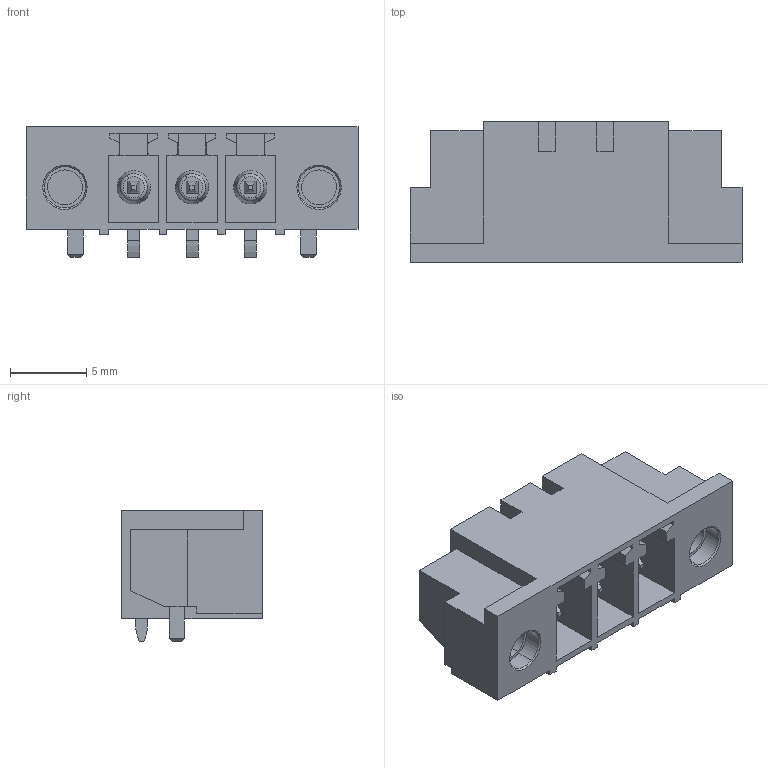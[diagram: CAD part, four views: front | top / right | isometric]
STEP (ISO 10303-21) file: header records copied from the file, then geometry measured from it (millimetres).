
FILE_DESCRIPTION(('CATIA V5 STEP Exchange','CAx-IF Rec.Pracs.--- Model Styling and Organization---1.2---2011-12-15'),'2;1');
FILE_NAME ('D1457635_0', '2018-10-12T05:42:17+00:00', ('none'), ('Weidmueller'), 'CATIA Version 5-6 Release 2014', 'CATIA V5 STEP AP214', 'none');
FILE_SCHEMA(('AUTOMOTIVE_DESIGN { 1 0 10303 214 1 1 1 1 }'));
Length unit declared in the file: millimetre
Products named in the file (1): 1862580000
Bounding box: 21.72 x 9.2 x 8.57 mm (x, y, z)
Volume: 698.8 mm3; surface area: 1536 mm2
Topology: 6 solids, 6 shells, 279 faces, 764 edges, 510 vertices
Faces by surface type: plane 215, cylinder 48, cone 10, torus 6
Entity records: 8133 total; most frequent: ORIENTED_EDGE 1528, CARTESIAN_POINT 1481, DIRECTION 1080, EDGE_CURVE 764, VECTOR 636, LINE 636, VERTEX_POINT 510, EDGE_LOOP 298
